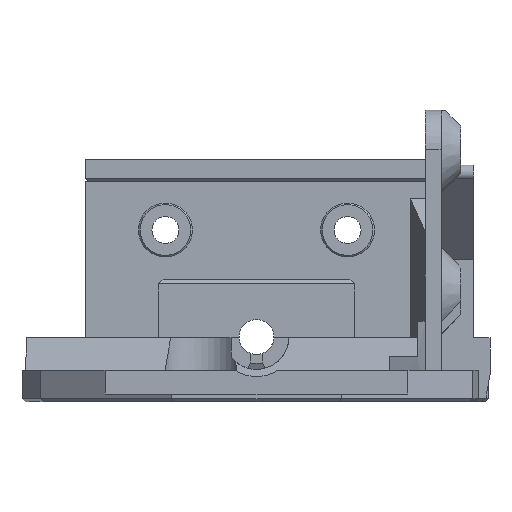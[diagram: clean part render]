
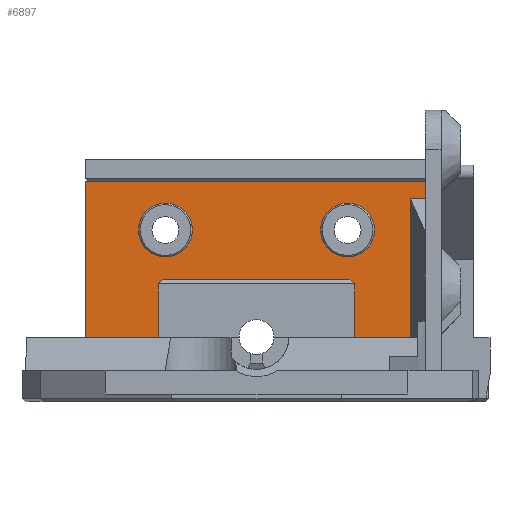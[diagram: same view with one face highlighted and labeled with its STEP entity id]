
A CAD part, front view. The second image highlights one B-rep face of the part: STEP entity #6897.
In plain terms, the highlighted planar face has unit normal (0, -1, 0).
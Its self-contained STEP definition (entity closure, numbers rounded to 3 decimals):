
#70 = VERTEX_POINT ( 'NONE', #8870 ) ;
#123 = EDGE_CURVE ( 'NONE', #1798, #70, #10392, .T. ) ;
#226 = CARTESIAN_POINT ( 'NONE',  ( 115.599, -139.486, 130.8 ) ) ;
#304 = VECTOR ( 'NONE', #5849, 1000. ) ;
#410 = EDGE_LOOP ( 'NONE', ( #5578 ) ) ;
#559 = VECTOR ( 'NONE', #7730, 1000. ) ;
#574 = CARTESIAN_POINT ( 'NONE',  ( 148.299, -139.486, 148.4 ) ) ;
#880 = FACE_BOUND ( 'NONE', #410, .T. ) ;
#937 = CARTESIAN_POINT ( 'NONE',  ( 115.199, -139.486, 147.8 ) ) ;
#1180 = DIRECTION ( 'NONE',  ( 0., -1., 0. ) ) ;
#1376 = VERTEX_POINT ( 'NONE', #226 ) ;
#1393 = CARTESIAN_POINT ( 'NONE',  ( 137.799, -139.486, 138.2 ) ) ;
#1476 = CARTESIAN_POINT ( 'NONE',  ( 148.299, -139.486, 130.8 ) ) ;
#1621 = VECTOR ( 'NONE', #6284, 1000. ) ;
#1657 = FACE_BOUND ( 'NONE', #6482, .T. ) ;
#1658 = CARTESIAN_POINT ( 'NONE',  ( 137.199, -139.486, 138.2 ) ) ;
#1691 = CARTESIAN_POINT ( 'NONE',  ( 116.199, -139.486, 138.2 ) ) ;
#1747 = DIRECTION ( 'NONE',  ( -1., 0., 0. ) ) ;
#1798 = VERTEX_POINT ( 'NONE', #1658 ) ;
#2126 = DIRECTION ( 'NONE',  ( 0., 0., 1. ) ) ;
#2138 = VERTEX_POINT ( 'NONE', #7380 ) ;
#2146 = VECTOR ( 'NONE', #8261, 1000. ) ;
#2360 = VERTEX_POINT ( 'NONE', #7888 ) ;
#2445 = CIRCLE ( 'NONE', #8377, 3.4 ) ;
#2575 = CARTESIAN_POINT ( 'NONE',  ( 0., -139.486, 150.5 ) ) ;
#2607 = DIRECTION ( 'NONE',  ( 0., 0., 1. ) ) ;
#2902 = DIRECTION ( 'NONE',  ( 0.707, 0., 0.707 ) ) ;
#3018 = LINE ( 'NONE', #8868, #4537 ) ;
#3150 = VECTOR ( 'NONE', #11002, 1000. ) ;
#3223 = DIRECTION ( 'NONE',  ( 0., 0., 1. ) ) ;
#3437 = DIRECTION ( 'NONE',  ( 1., 0., 0. ) ) ;
#3457 = PLANE ( 'NONE',  #4012 ) ;
#3488 = DIRECTION ( 'NONE',  ( 0., 0., 1. ) ) ;
#3587 = ORIENTED_EDGE ( 'NONE', *, *, #6626, .T. ) ;
#3760 = VERTEX_POINT ( 'NONE', #6807 ) ;
#4012 = AXIS2_PLACEMENT_3D ( 'NONE', #6884, #10317, #2607 ) ;
#4105 = CARTESIAN_POINT ( 'NONE',  ( 126.699, -139.486, 130.8 ) ) ;
#4175 = CARTESIAN_POINT ( 'NONE',  ( 105.099, -139.486, 145.5 ) ) ;
#4242 = DIRECTION ( 'NONE',  ( 0., 0., -1. ) ) ;
#4267 = LINE ( 'NONE', #4105, #304 ) ;
#4297 = LINE ( 'NONE', #5939, #8531 ) ;
#4434 = EDGE_CURVE ( 'NONE', #70, #10473, #9944, .T. ) ;
#4533 = CARTESIAN_POINT ( 'NONE',  ( 137.7, -139.486, 137.7 ) ) ;
#4537 = VECTOR ( 'NONE', #2902, 1000. ) ;
#4538 = ORIENTED_EDGE ( 'NONE', *, *, #10797, .T. ) ;
#4563 = VECTOR ( 'NONE', #6846, 1000. ) ;
#4882 = ORIENTED_EDGE ( 'NONE', *, *, #8280, .T. ) ;
#4889 = VERTEX_POINT ( 'NONE', #9611 ) ;
#5016 = EDGE_CURVE ( 'NONE', #2138, #2138, #7022, .T. ) ;
#5148 = VECTOR ( 'NONE', #3437, 1000. ) ;
#5233 = ORIENTED_EDGE ( 'NONE', *, *, #5667, .T. ) ;
#5298 = CARTESIAN_POINT ( 'NONE',  ( 146.109, -139.486, 148.4 ) ) ;
#5342 = DIRECTION ( 'NONE',  ( -1., 0., 0. ) ) ;
#5344 = CARTESIAN_POINT ( 'NONE',  ( 115.199, -139.486, 144.4 ) ) ;
#5578 = ORIENTED_EDGE ( 'NONE', *, *, #5016, .F. ) ;
#5602 = ORIENTED_EDGE ( 'NONE', *, *, #10654, .F. ) ;
#5667 = EDGE_CURVE ( 'NONE', #1376, #8958, #9082, .T. ) ;
#5849 = DIRECTION ( 'NONE',  ( -1., 0., 0. ) ) ;
#5939 = CARTESIAN_POINT ( 'NONE',  ( 146.109, -139.486, 147.147 ) ) ;
#6096 = EDGE_CURVE ( 'NONE', #2360, #8703, #8715, .T. ) ;
#6099 = EDGE_LOOP ( 'NONE', ( #4538, #6128, #4882, #5602, #5233, #3587, #9635, #11108, #7108, #7710, #7838, #10593 ) ) ;
#6128 = ORIENTED_EDGE ( 'NONE', *, *, #6096, .T. ) ;
#6284 = DIRECTION ( 'NONE',  ( 0.707, 0., -0.707 ) ) ;
#6478 = AXIS2_PLACEMENT_3D ( 'NONE', #8090, #1180, #2126 ) ;
#6482 = EDGE_LOOP ( 'NONE', ( #10370 ) ) ;
#6626 = EDGE_CURVE ( 'NONE', #8958, #9232, #3018, .T. ) ;
#6807 = CARTESIAN_POINT ( 'NONE',  ( 105.099, -139.486, 130.8 ) ) ;
#6846 = DIRECTION ( 'NONE',  ( -1., 0., 0. ) ) ;
#6884 = CARTESIAN_POINT ( 'NONE',  ( 0., -139.486, 0. ) ) ;
#6897 = ADVANCED_FACE ( 'NONE', ( #880, #1657, #11116 ), #3457, .F. ) ;
#7022 = CIRCLE ( 'NONE', #6478, 3.4 ) ;
#7108 = ORIENTED_EDGE ( 'NONE', *, *, #4434, .T. ) ;
#7380 = CARTESIAN_POINT ( 'NONE',  ( 138.199, -139.486, 147.8 ) ) ;
#7390 = LINE ( 'NONE', #1476, #9640 ) ;
#7443 = VERTEX_POINT ( 'NONE', #574 ) ;
#7675 = VECTOR ( 'NONE', #1747, 1000. ) ;
#7710 = ORIENTED_EDGE ( 'NONE', *, *, #11059, .F. ) ;
#7730 = DIRECTION ( 'NONE',  ( 0., 0., 1. ) ) ;
#7751 = LINE ( 'NONE', #11133, #4563 ) ;
#7757 = EDGE_CURVE ( 'NONE', #1798, #9232, #7751, .T. ) ;
#7762 = LINE ( 'NONE', #11145, #5148 ) ;
#7790 = CARTESIAN_POINT ( 'NONE',  ( 137.799, -139.486, 130.8 ) ) ;
#7838 = ORIENTED_EDGE ( 'NONE', *, *, #8088, .F. ) ;
#7874 = DIRECTION ( 'NONE',  ( 0., 1., 0. ) ) ;
#7888 = CARTESIAN_POINT ( 'NONE',  ( 148.299, -139.486, 150.5 ) ) ;
#8088 = EDGE_CURVE ( 'NONE', #9374, #4889, #4297, .T. ) ;
#8090 = CARTESIAN_POINT ( 'NONE',  ( 138.199, -139.486, 144.4 ) ) ;
#8261 = DIRECTION ( 'NONE',  ( 0., 0., -1. ) ) ;
#8280 = EDGE_CURVE ( 'NONE', #8703, #3760, #10947, .T. ) ;
#8377 = AXIS2_PLACEMENT_3D ( 'NONE', #5344, #7874, #3488 ) ;
#8531 = VECTOR ( 'NONE', #4242, 1000. ) ;
#8703 = VERTEX_POINT ( 'NONE', #10869 ) ;
#8715 = LINE ( 'NONE', #2575, #10072 ) ;
#8868 = CARTESIAN_POINT ( 'NONE',  ( -11., -139.486, 11. ) ) ;
#8870 = CARTESIAN_POINT ( 'NONE',  ( 137.799, -139.486, 137.6 ) ) ;
#8958 = VERTEX_POINT ( 'NONE', #9203 ) ;
#9082 = LINE ( 'NONE', #10435, #559 ) ;
#9203 = CARTESIAN_POINT ( 'NONE',  ( 115.599, -139.486, 137.6 ) ) ;
#9232 = VERTEX_POINT ( 'NONE', #1691 ) ;
#9374 = VERTEX_POINT ( 'NONE', #5298 ) ;
#9611 = CARTESIAN_POINT ( 'NONE',  ( 146.109, -139.486, 130.8 ) ) ;
#9635 = ORIENTED_EDGE ( 'NONE', *, *, #7757, .F. ) ;
#9638 = VERTEX_POINT ( 'NONE', #937 ) ;
#9640 = VECTOR ( 'NONE', #3223, 1000. ) ;
#9665 = EDGE_CURVE ( 'NONE', #9638, #9638, #2445, .T. ) ;
#9717 = EDGE_CURVE ( 'NONE', #9374, #7443, #7762, .T. ) ;
#9944 = LINE ( 'NONE', #1393, #2146 ) ;
#10072 = VECTOR ( 'NONE', #5342, 1000. ) ;
#10300 = LINE ( 'NONE', #11097, #7675 ) ;
#10317 = DIRECTION ( 'NONE',  ( 0., 1., 0. ) ) ;
#10370 = ORIENTED_EDGE ( 'NONE', *, *, #9665, .T. ) ;
#10392 = LINE ( 'NONE', #4533, #1621 ) ;
#10435 = CARTESIAN_POINT ( 'NONE',  ( 115.599, -139.486, 138.2 ) ) ;
#10473 = VERTEX_POINT ( 'NONE', #7790 ) ;
#10593 = ORIENTED_EDGE ( 'NONE', *, *, #9717, .T. ) ;
#10654 = EDGE_CURVE ( 'NONE', #1376, #3760, #4267, .T. ) ;
#10797 = EDGE_CURVE ( 'NONE', #7443, #2360, #7390, .T. ) ;
#10869 = CARTESIAN_POINT ( 'NONE',  ( 105.099, -139.486, 150.5 ) ) ;
#10947 = LINE ( 'NONE', #4175, #3150 ) ;
#11002 = DIRECTION ( 'NONE',  ( 0., 0., -1. ) ) ;
#11059 = EDGE_CURVE ( 'NONE', #4889, #10473, #10300, .T. ) ;
#11097 = CARTESIAN_POINT ( 'NONE',  ( 126.699, -139.486, 130.8 ) ) ;
#11108 = ORIENTED_EDGE ( 'NONE', *, *, #123, .T. ) ;
#11116 = FACE_OUTER_BOUND ( 'NONE', #6099, .T. ) ;
#11133 = CARTESIAN_POINT ( 'NONE',  ( 126.699, -139.486, 138.2 ) ) ;
#11145 = CARTESIAN_POINT ( 'NONE',  ( 148.299, -139.486, 148.4 ) ) ;
